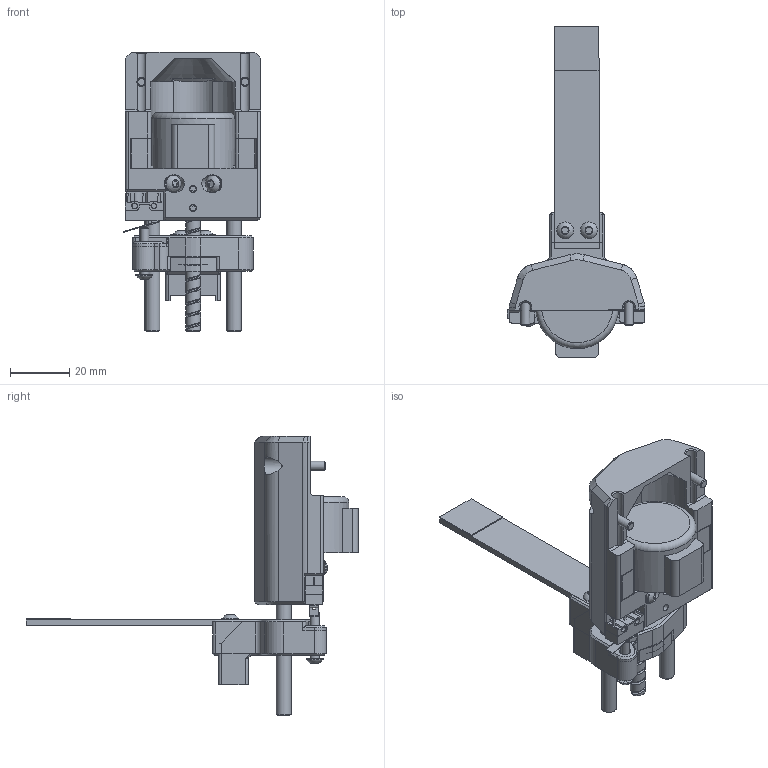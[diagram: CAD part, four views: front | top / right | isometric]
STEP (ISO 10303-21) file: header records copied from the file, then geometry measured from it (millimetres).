
FILE_DESCRIPTION(/* description */ (''),/* implementation_level */ '2;1');
FILE_NAME(/* name */ 'blobifier_x.step',/* time_stamp */ '2024-09-15T21:29:58+08:00',/* author */ (''),/* organization */ (''),/* preprocessor_version */ 'ST-DEVELOPER v20',/* originating_system */ 'Autodesk Translation Framework v13.14.0.145',/* authorisation */ '');
FILE_SCHEMA (('AUTOMOTIVE_DESIGN { 1 0 10303 214 3 1 1 }'));
Products named in the file (27): BLOBIFIER_X_ASM; BODY; 28BYJ_48; COUPLING; LEAD_SCREW; PIN_SHAFT; SLIDER; NUT; SLIDER_V2; D2F-01L_ASM; D2F-01L_1_ASM; BOSS-EXTRUDE3_2_; BOSS-EXTRUDE2; BOSS-EXTRUDE3_1_; BOSS-EXTRUDE3_3_; CUT-EXTRUDE2; BOSS-EXTRUDE4; CUT-EXTRUDE1; 00; 0002; M3X10; M3X12; M3X1200; M3X1600; M3X8; NUT_M3X4X5; M3X30001
Assembly tree (43 placements, depth 4):
  BLOBIFIER_X_ASM
    BODY
    28BYJ_48
    COUPLING
    LEAD_SCREW
    PIN_SHAFT  x2
    SLIDER
    NUT
    SLIDER_V2
    D2F-01L_ASM
      D2F-01L_1_ASM
        BOSS-EXTRUDE3_2_
        BOSS-EXTRUDE2
        BOSS-EXTRUDE3_1_
        BOSS-EXTRUDE3_3_
        CUT-EXTRUDE2
        BOSS-EXTRUDE4
        CUT-EXTRUDE1
    NUT_M3X4X5  x10
    00
    0002
    M3X10  x2
    M3X12  x2
    M3X1200  x2
    M3X1600
    M3X8  x2
    M3X30001  x4
Bounding box: 46.48 x 112.12 x 94.4 mm (x, y, z)
Volume: 64753.8 mm3; surface area: 38592.4 mm2
Topology: 44 solids, 44 shells, 3904 faces, 10751 edges, 6997 vertices
Faces by surface type: bspline 2205, cylinder 1002, plane 497, cone 190, sphere 7, torus 3
Full cylindrical faces by diameter (mm): 1.8 x2, 2 x2, 2.35 x50, 2.4 x2, 2.872 x2, 3 x24, 3.1 x2, 3.4 x6, 3.5 x4, 4 x2, 4.5 x4, 4.6 x6, 4.7 x2, 5 x15, 5.05 x10, 5.15 x3, 5.16 x10, 5.2 x4, 5.5 x2, 5.56 x10, 5.7 x7, 6 x2, 7.5 x1, 8 x1, 8.25 x2, 9 x1, 14 x1, 16 x1, 20 x1, 28 x1
Entity records: 45283 total; most frequent: CARTESIAN_POINT 20826, ORIENTED_EDGE 5172, DIRECTION 4607, EDGE_CURVE 2586, AXIS2_PLACEMENT_3D 1729, VERTEX_POINT 1666, LINE 1149, VECTOR 1149
